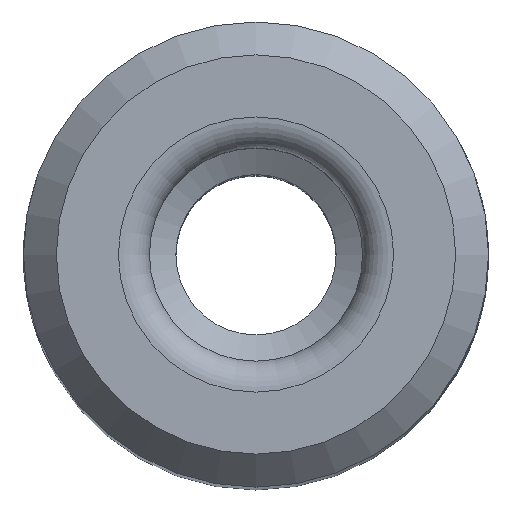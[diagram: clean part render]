
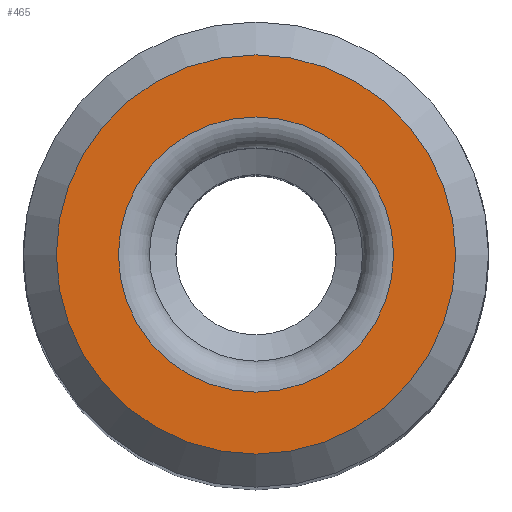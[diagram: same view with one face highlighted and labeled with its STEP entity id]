
A CAD part, top view. The second image highlights one B-rep face of the part: STEP entity #465.
In plain terms, the highlighted planar face has unit normal (0, 0, 1).
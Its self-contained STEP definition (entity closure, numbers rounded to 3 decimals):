
#30=PLANE('',#509);
#81=ORIENTED_EDGE('',*,*,#136,.F.);
#82=ORIENTED_EDGE('',*,*,#135,.T.);
#135=EDGE_CURVE('',#165,#165,#183,.T.);
#136=EDGE_CURVE('',#166,#166,#184,.T.);
#165=VERTEX_POINT('',#680);
#166=VERTEX_POINT('',#683);
#183=CIRCLE('',#508,5.15);
#184=CIRCLE('',#510,3.55);
#209=EDGE_LOOP('',(#81));
#210=EDGE_LOOP('',(#82));
#253=FACE_BOUND('',#209,.T.);
#254=FACE_BOUND('',#210,.T.);
#465=ADVANCED_FACE('',(#253,#254),#30,.F.);
#508=AXIS2_PLACEMENT_3D('',#679,#582,#583);
#509=AXIS2_PLACEMENT_3D('',#681,#584,#585);
#510=AXIS2_PLACEMENT_3D('',#682,#586,#587);
#582=DIRECTION('',(0.,0.,1.));
#583=DIRECTION('',(1.,0.,0.));
#584=DIRECTION('',(0.,0.,-1.));
#585=DIRECTION('',(-1.,0.,0.));
#586=DIRECTION('',(0.,0.,1.));
#587=DIRECTION('',(1.,0.,0.));
#679=CARTESIAN_POINT('',(0.,0.,60.1));
#680=CARTESIAN_POINT('',(5.15,0.,60.1));
#681=CARTESIAN_POINT('',(5.15,0.,60.1));
#682=CARTESIAN_POINT('',(0.,0.,60.1));
#683=CARTESIAN_POINT('',(3.55,0.,60.1));
